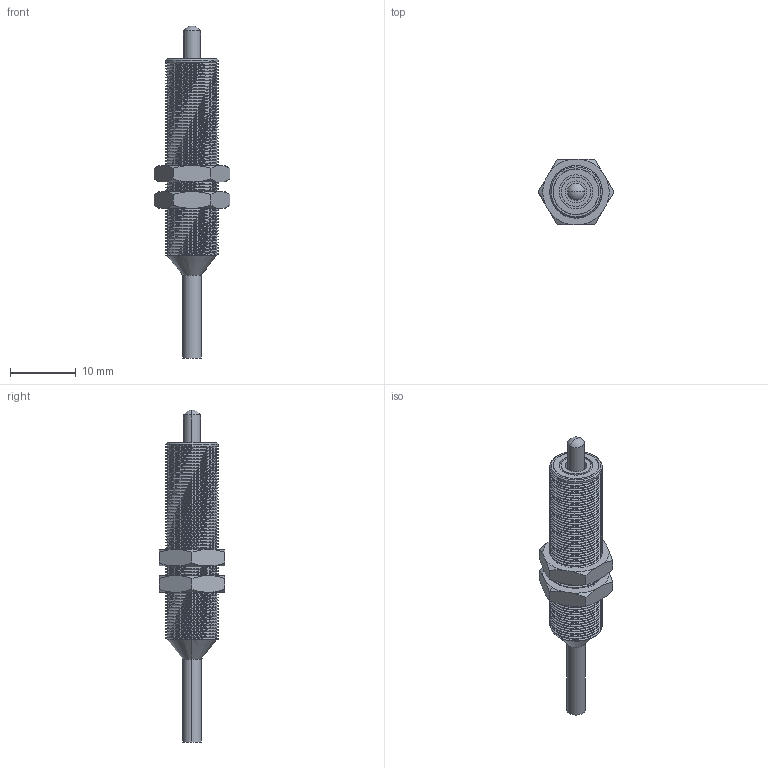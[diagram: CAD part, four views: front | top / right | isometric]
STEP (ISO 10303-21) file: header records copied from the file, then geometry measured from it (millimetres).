
FILE_DESCRIPTION (( 'STEP AP214' ), '1' );
FILE_NAME ('PXCNTMR-T8A-B_3D.STEP', '2022-11-16T19:11:47', ( '' ), ( '' ), 'SwSTEP 2.0', 'SolidWorks 2022', '' );
FILE_SCHEMA (( 'AUTOMOTIVE_DESIGN' ));
Length unit declared in the file: inch
Products named in the file (1): PXCNTMR-T8A-B_3D
Bounding box: 11.55 x 10 x 50.67 mm (x, y, z)
Volume: 1826.5 mm3; surface area: 2071.9 mm2
Topology: 3 solids, 4 shells, 249 faces, 671 edges, 433 vertices
Faces by surface type: cylinder 158, cone 60, plane 24, bspline 5, sphere 2
Entity records: 20329 total; most frequent: CARTESIAN_POINT 11632, ORIENTED_EDGE 1342, DIRECTION 955, EDGE_CURVE 671, VERTEX_POINT 433, AXIS2_PLACEMENT_3D 361, EDGE_LOOP 258, UNCERTAINTY_MEASURE_WITH_UNIT 252
